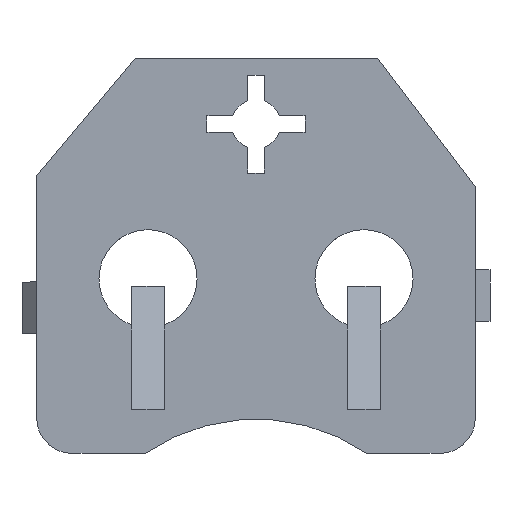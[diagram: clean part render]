
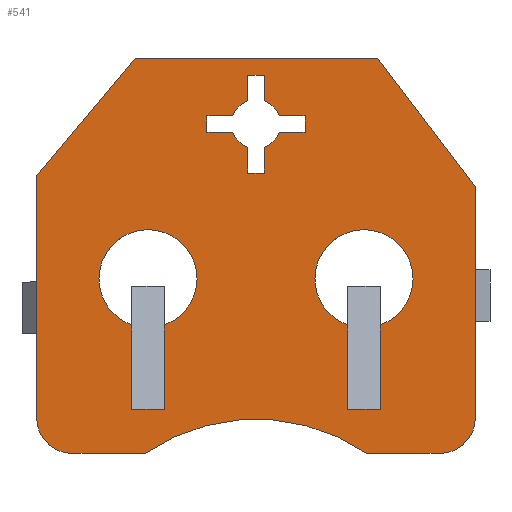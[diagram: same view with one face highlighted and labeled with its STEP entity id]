
A CAD part, top view. The second image highlights one B-rep face of the part: STEP entity #541.
In plain terms, the highlighted planar face has unit normal (0, 0, 1).
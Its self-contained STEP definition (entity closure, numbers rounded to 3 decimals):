
#132=DIRECTION('',(0.,0.,-1.));
#133=DIRECTION('',(0.,1.,0.));
#136=VERTEX_POINT('',#137);
#137=CARTESIAN_POINT('',(-6.705,-3.57,2.38));
#139=ORIENTED_EDGE('',*,*,#140,.F.);
#140=EDGE_CURVE('',#141,#136,#143,.T.);
#141=VERTEX_POINT('',#142);
#142=CARTESIAN_POINT('',(-5.63,-4.645,2.38));
#143=CIRCLE('',#144,1.075);
#144=AXIS2_PLACEMENT_3D('',#145,#132,#133);
#145=CARTESIAN_POINT('',(-5.63,-3.57,2.38));
#151=DIRECTION('',(0.,-1.,0.));
#162=VECTOR('',#163,1.);
#163=DIRECTION('',(1.,0.,0.));
#171=DIRECTION('',(-1.,0.,0.));
#183=DIRECTION('',(0.,0.,1.));
#190=VECTOR('',#191,1.);
#191=DIRECTION('',(-1.,0.,0.));
#198=VECTOR('',#199,1.);
#199=DIRECTION('',(0.,1.,0.));
#206=VECTOR('',#207,1.);
#207=DIRECTION('',(1.,0.,0.));
#214=VECTOR('',#215,1.);
#215=DIRECTION('',(0.605,-0.796,0.));
#222=VECTOR('',#171,1.);
#229=VECTOR('',#230,1.);
#230=DIRECTION('',(0.,-1.,0.));
#253=VECTOR('',#254,1.);
#254=DIRECTION('',(-0.643,-0.766,0.));
#261=VECTOR('',#151,1.);
#468=DIRECTION('',(0.,0.,1.));
#474=ORIENTED_EDGE('',*,*,#475,.T.);
#475=EDGE_CURVE('',#141,#476,#478,.T.);
#476=VERTEX_POINT('',#477);
#477=CARTESIAN_POINT('',(-3.383,-4.645,2.38));
#478=LINE('',#479,#162);
#479=CARTESIAN_POINT('',(-6.705,-4.645,2.38));
#491=EDGE_CURVE('',#492,#136,#494,.T.);
#492=VERTEX_POINT('',#493);
#493=CARTESIAN_POINT('',(-6.705,3.839,2.38));
#494=LINE('',#495,#261);
#495=CARTESIAN_POINT('',(-6.705,7.425,2.38));
#541=ADVANCED_FACE('',(#542,#586,#671,#718),#765,.T.);
#542=FACE_BOUND('',#543,.T.);
#543=EDGE_LOOP('',(#139,#474,#544,#551,#555,#562,#569,#575,#581,#585));
#544=ORIENTED_EDGE('',*,*,#545,.T.);
#545=EDGE_CURVE('',#476,#546,#548,.T.);
#546=VERTEX_POINT('',#547);
#547=CARTESIAN_POINT('',(3.383,-4.645,2.38));
#548=CIRCLE('',#549,6.);
#549=AXIS2_PLACEMENT_3D('',#550,#132,#171);
#550=CARTESIAN_POINT('',(0.,-9.6,2.38));
#551=ORIENTED_EDGE('',*,*,#552,.T.);
#552=EDGE_CURVE('',#546,#553,#478,.T.);
#553=VERTEX_POINT('',#554);
#554=CARTESIAN_POINT('',(5.63,-4.645,2.38));
#555=ORIENTED_EDGE('',*,*,#556,.T.);
#556=EDGE_CURVE('',#553,#557,#559,.T.);
#557=VERTEX_POINT('',#558);
#558=CARTESIAN_POINT('',(6.705,-3.57,2.38));
#559=CIRCLE('',#560,1.075);
#560=AXIS2_PLACEMENT_3D('',#561,#183,#133);
#561=CARTESIAN_POINT('',(5.63,-3.57,2.38));
#562=ORIENTED_EDGE('',*,*,#563,.T.);
#563=EDGE_CURVE('',#557,#564,#566,.T.);
#564=VERTEX_POINT('',#565);
#565=CARTESIAN_POINT('',(6.705,3.502,2.38));
#566=LINE('',#567,#568);
#567=CARTESIAN_POINT('',(6.705,-4.645,2.38));
#568=VECTOR('',#133,1.);
#569=ORIENTED_EDGE('',*,*,#570,.F.);
#570=EDGE_CURVE('',#571,#564,#573,.T.);
#571=VERTEX_POINT('',#572);
#572=CARTESIAN_POINT('',(3.722,7.425,2.38));
#573=LINE('',#574,#214);
#574=CARTESIAN_POINT('',(6.036,4.382,2.38));
#575=ORIENTED_EDGE('',*,*,#576,.T.);
#576=EDGE_CURVE('',#571,#577,#579,.T.);
#577=VERTEX_POINT('',#578);
#578=CARTESIAN_POINT('',(-3.696,7.425,2.38));
#579=LINE('',#580,#222);
#580=CARTESIAN_POINT('',(6.705,7.425,2.38));
#581=ORIENTED_EDGE('',*,*,#582,.T.);
#582=EDGE_CURVE('',#577,#492,#583,.T.);
#583=LINE('',#584,#253);
#584=CARTESIAN_POINT('',(-5.973,4.712,2.38));
#585=ORIENTED_EDGE('',*,*,#491,.T.);
#586=FACE_BOUND('',#587,.T.);
#587=EDGE_LOOP('',(#588,#597,#603,#609,#615,#619,#625,#631,#637,#641,#645,#651,#655,#659,#663,#669));
#588=ORIENTED_EDGE('',*,*,#589,.T.);
#589=EDGE_CURVE('',#590,#592,#594,.T.);
#590=VERTEX_POINT('',#591);
#591=CARTESIAN_POINT('',(-0.25,4.718,2.38));
#592=VERTEX_POINT('',#593);
#593=CARTESIAN_POINT('',(-0.707,5.175,2.38));
#594=CIRCLE('',#595,0.75);
#595=AXIS2_PLACEMENT_3D('',#596,#132,#171);
#596=CARTESIAN_POINT('',(0.,5.425,2.38));
#597=ORIENTED_EDGE('',*,*,#598,.T.);
#598=EDGE_CURVE('',#592,#599,#601,.T.);
#599=VERTEX_POINT('',#600);
#600=CARTESIAN_POINT('',(-1.5,5.175,2.38));
#601=LINE('',#602,#190);
#602=CARTESIAN_POINT('',(-0.75,5.175,2.38));
#603=ORIENTED_EDGE('',*,*,#604,.T.);
#604=EDGE_CURVE('',#599,#605,#607,.T.);
#605=VERTEX_POINT('',#606);
#606=CARTESIAN_POINT('',(-1.5,5.675,2.38));
#607=LINE('',#608,#198);
#608=CARTESIAN_POINT('',(-1.5,3.533,2.38));
#609=ORIENTED_EDGE('',*,*,#610,.T.);
#610=EDGE_CURVE('',#605,#611,#613,.T.);
#611=VERTEX_POINT('',#612);
#612=CARTESIAN_POINT('',(-0.707,5.675,2.38));
#613=LINE('',#614,#206);
#614=CARTESIAN_POINT('',(0.75,5.675,2.38));
#615=ORIENTED_EDGE('',*,*,#616,.T.);
#616=EDGE_CURVE('',#611,#617,#594,.T.);
#617=VERTEX_POINT('',#618);
#618=CARTESIAN_POINT('',(-0.25,6.132,2.38));
#619=ORIENTED_EDGE('',*,*,#620,.T.);
#620=EDGE_CURVE('',#617,#621,#623,.T.);
#621=VERTEX_POINT('',#622);
#622=CARTESIAN_POINT('',(-0.25,6.925,2.38));
#623=LINE('',#624,#198);
#624=CARTESIAN_POINT('',(-0.25,4.158,2.38));
#625=ORIENTED_EDGE('',*,*,#626,.T.);
#626=EDGE_CURVE('',#621,#627,#629,.T.);
#627=VERTEX_POINT('',#628);
#628=CARTESIAN_POINT('',(0.25,6.925,2.38));
#629=LINE('',#630,#206);
#630=CARTESIAN_POINT('',(0.125,6.925,2.38));
#631=ORIENTED_EDGE('',*,*,#632,.T.);
#632=EDGE_CURVE('',#627,#633,#635,.T.);
#633=VERTEX_POINT('',#634);
#634=CARTESIAN_POINT('',(0.25,6.132,2.38));
#635=LINE('',#636,#229);
#636=CARTESIAN_POINT('',(0.25,2.658,2.38));
#637=ORIENTED_EDGE('',*,*,#638,.T.);
#638=EDGE_CURVE('',#633,#639,#594,.T.);
#639=VERTEX_POINT('',#640);
#640=CARTESIAN_POINT('',(0.707,5.675,2.38));
#641=ORIENTED_EDGE('',*,*,#642,.T.);
#642=EDGE_CURVE('',#639,#643,#613,.T.);
#643=VERTEX_POINT('',#644);
#644=CARTESIAN_POINT('',(1.5,5.675,2.38));
#645=ORIENTED_EDGE('',*,*,#646,.T.);
#646=EDGE_CURVE('',#643,#647,#649,.T.);
#647=VERTEX_POINT('',#648);
#648=CARTESIAN_POINT('',(1.5,5.175,2.38));
#649=LINE('',#650,#229);
#650=CARTESIAN_POINT('',(1.5,3.283,2.38));
#651=ORIENTED_EDGE('',*,*,#652,.T.);
#652=EDGE_CURVE('',#647,#653,#601,.T.);
#653=VERTEX_POINT('',#654);
#654=CARTESIAN_POINT('',(0.707,5.175,2.38));
#655=ORIENTED_EDGE('',*,*,#656,.T.);
#656=EDGE_CURVE('',#653,#657,#594,.T.);
#657=VERTEX_POINT('',#658);
#658=CARTESIAN_POINT('',(0.25,4.718,2.38));
#659=ORIENTED_EDGE('',*,*,#660,.T.);
#660=EDGE_CURVE('',#657,#661,#635,.T.);
#661=VERTEX_POINT('',#662);
#662=CARTESIAN_POINT('',(0.25,3.925,2.38));
#663=ORIENTED_EDGE('',*,*,#664,.T.);
#664=EDGE_CURVE('',#661,#665,#667,.T.);
#665=VERTEX_POINT('',#666);
#666=CARTESIAN_POINT('',(-0.25,3.925,2.38));
#667=LINE('',#668,#190);
#668=CARTESIAN_POINT('',(-0.125,3.925,2.38));
#669=ORIENTED_EDGE('',*,*,#670,.T.);
#670=EDGE_CURVE('',#665,#590,#623,.T.);
#671=FACE_BOUND('',#672,.T.);
#672=EDGE_LOOP('',(#673,#682,#686,#692,#696,#700,#706,#712,#716));
#673=ORIENTED_EDGE('',*,*,#674,.T.);
#674=EDGE_CURVE('',#675,#677,#679,.T.);
#675=VERTEX_POINT('',#676);
#676=CARTESIAN_POINT('',(2.803,-0.719,2.38));
#677=VERTEX_POINT('',#678);
#678=CARTESIAN_POINT('',(1.803,0.695,2.38));
#679=CIRCLE('',#680,1.5);
#680=AXIS2_PLACEMENT_3D('',#681,#132,#171);
#681=CARTESIAN_POINT('',(3.303,0.695,2.38));
#682=ORIENTED_EDGE('',*,*,#683,.T.);
#683=EDGE_CURVE('',#677,#684,#679,.T.);
#684=VERTEX_POINT('',#685);
#685=CARTESIAN_POINT('',(3.803,-0.719,2.38));
#686=ORIENTED_EDGE('',*,*,#687,.T.);
#687=EDGE_CURVE('',#684,#688,#690,.T.);
#688=VERTEX_POINT('',#689);
#689=CARTESIAN_POINT('',(3.803,-3.287,2.38));
#690=LINE('',#691,#229);
#691=CARTESIAN_POINT('',(3.803,-0.958,2.38));
#692=ORIENTED_EDGE('',*,*,#693,.T.);
#693=EDGE_CURVE('',#688,#694,#690,.T.);
#694=VERTEX_POINT('',#695);
#695=CARTESIAN_POINT('',(3.803,-3.296,2.38));
#696=ORIENTED_EDGE('',*,*,#697,.T.);
#697=EDGE_CURVE('',#694,#698,#690,.T.);
#698=VERTEX_POINT('',#699);
#699=CARTESIAN_POINT('',(3.803,-3.305,2.38));
#700=ORIENTED_EDGE('',*,*,#701,.T.);
#701=EDGE_CURVE('',#698,#702,#704,.T.);
#702=VERTEX_POINT('',#703);
#703=CARTESIAN_POINT('',(2.803,-3.305,2.38));
#704=LINE('',#705,#190);
#705=CARTESIAN_POINT('',(1.401,-3.305,2.38));
#706=ORIENTED_EDGE('',*,*,#707,.T.);
#707=EDGE_CURVE('',#702,#708,#710,.T.);
#708=VERTEX_POINT('',#709);
#709=CARTESIAN_POINT('',(2.803,-3.296,2.38));
#710=LINE('',#711,#198);
#711=CARTESIAN_POINT('',(2.803,1.043,2.38));
#712=ORIENTED_EDGE('',*,*,#713,.T.);
#713=EDGE_CURVE('',#708,#714,#710,.T.);
#714=VERTEX_POINT('',#715);
#715=CARTESIAN_POINT('',(2.803,-3.287,2.38));
#716=ORIENTED_EDGE('',*,*,#717,.T.);
#717=EDGE_CURVE('',#714,#675,#710,.T.);
#718=FACE_BOUND('',#719,.T.);
#719=EDGE_LOOP('',(#720,#729,#733,#739,#743,#747,#753,#759,#763));
#720=ORIENTED_EDGE('',*,*,#721,.T.);
#721=EDGE_CURVE('',#722,#724,#726,.T.);
#722=VERTEX_POINT('',#723);
#723=CARTESIAN_POINT('',(-3.803,-0.719,2.38));
#724=VERTEX_POINT('',#725);
#725=CARTESIAN_POINT('',(-4.803,0.695,2.38));
#726=CIRCLE('',#727,1.5);
#727=AXIS2_PLACEMENT_3D('',#728,#132,#171);
#728=CARTESIAN_POINT('',(-3.303,0.695,2.38));
#729=ORIENTED_EDGE('',*,*,#730,.T.);
#730=EDGE_CURVE('',#724,#731,#726,.T.);
#731=VERTEX_POINT('',#732);
#732=CARTESIAN_POINT('',(-2.803,-0.719,2.38));
#733=ORIENTED_EDGE('',*,*,#734,.T.);
#734=EDGE_CURVE('',#731,#735,#737,.T.);
#735=VERTEX_POINT('',#736);
#736=CARTESIAN_POINT('',(-2.803,-3.287,2.38));
#737=LINE('',#738,#229);
#738=CARTESIAN_POINT('',(-2.803,-0.958,2.38));
#739=ORIENTED_EDGE('',*,*,#740,.T.);
#740=EDGE_CURVE('',#735,#741,#737,.T.);
#741=VERTEX_POINT('',#742);
#742=CARTESIAN_POINT('',(-2.803,-3.296,2.38));
#743=ORIENTED_EDGE('',*,*,#744,.T.);
#744=EDGE_CURVE('',#741,#745,#737,.T.);
#745=VERTEX_POINT('',#746);
#746=CARTESIAN_POINT('',(-2.803,-3.305,2.38));
#747=ORIENTED_EDGE('',*,*,#748,.T.);
#748=EDGE_CURVE('',#745,#749,#751,.T.);
#749=VERTEX_POINT('',#750);
#750=CARTESIAN_POINT('',(-3.803,-3.305,2.38));
#751=LINE('',#752,#190);
#752=CARTESIAN_POINT('',(-1.901,-3.305,2.38));
#753=ORIENTED_EDGE('',*,*,#754,.T.);
#754=EDGE_CURVE('',#749,#755,#757,.T.);
#755=VERTEX_POINT('',#756);
#756=CARTESIAN_POINT('',(-3.803,-3.296,2.38));
#757=LINE('',#758,#198);
#758=CARTESIAN_POINT('',(-3.803,1.043,2.38));
#759=ORIENTED_EDGE('',*,*,#760,.T.);
#760=EDGE_CURVE('',#755,#761,#757,.T.);
#761=VERTEX_POINT('',#762);
#762=CARTESIAN_POINT('',(-3.803,-3.287,2.38));
#763=ORIENTED_EDGE('',*,*,#764,.T.);
#764=EDGE_CURVE('',#761,#722,#757,.T.);
#765=PLANE('',#766);
#766=AXIS2_PLACEMENT_3D('',#767,#468,#230);
#767=CARTESIAN_POINT('',(0.,1.39,2.38));
